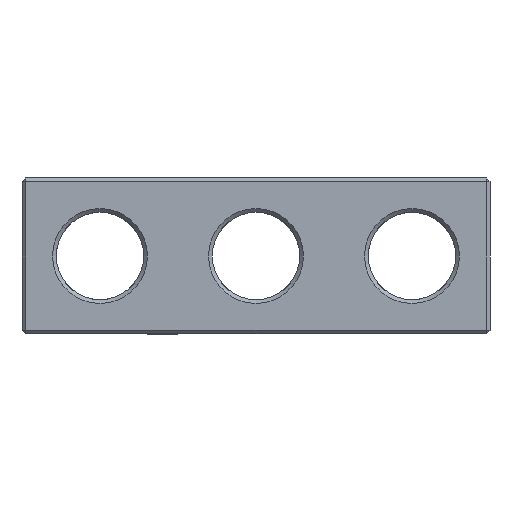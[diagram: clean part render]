
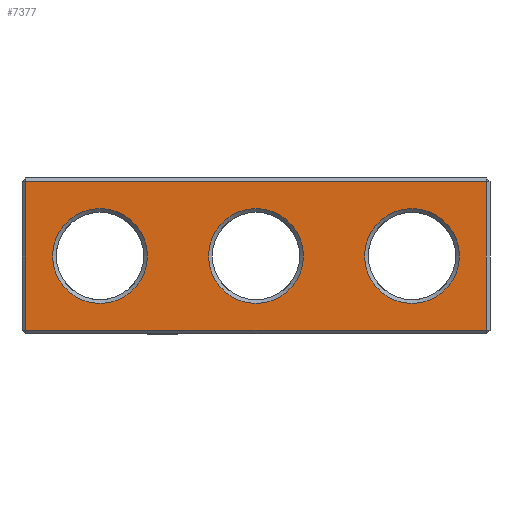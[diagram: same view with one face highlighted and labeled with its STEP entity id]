
A CAD part, front view. The second image highlights one B-rep face of the part: STEP entity #7377.
In plain terms, the highlighted planar face has unit normal (0, -1, 0).
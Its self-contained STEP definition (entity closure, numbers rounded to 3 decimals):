
#1152 = PLANE('',#1153);
#1153 = AXIS2_PLACEMENT_3D('',#1154,#1155,#1156);
#1154 = CARTESIAN_POINT('',(-31.25,-6.1,0.15));
#1155 = DIRECTION('',(0.,-0.707,-0.707));
#1156 = DIRECTION('',(-1.,-0.,-0.));
#3945 = VERTEX_POINT('',#3946);
#3946 = CARTESIAN_POINT('',(-30.95,-6.25,0.3));
#3972 = EDGE_CURVE('',#3945,#3973,#3975,.T.);
#3973 = VERTEX_POINT('',#3974);
#3974 = CARTESIAN_POINT('',(5.95,-6.25,0.3));
#3975 = SURFACE_CURVE('',#3976,(#3980,#3987),.PCURVE_S1.);
#3976 = LINE('',#3977,#3978);
#3977 = CARTESIAN_POINT('',(-31.25,-6.25,0.3));
#3978 = VECTOR('',#3979,1.);
#3979 = DIRECTION('',(1.,0.,0.));
#3980 = PCURVE('',#1152,#3981);
#3981 = DEFINITIONAL_REPRESENTATION('',(#3982),#3986);
#3982 = LINE('',#3983,#3984);
#3983 = CARTESIAN_POINT('',(-0.,-0.212));
#3984 = VECTOR('',#3985,1.);
#3985 = DIRECTION('',(-1.,0.));
#3986 = ( GEOMETRIC_REPRESENTATION_CONTEXT(2) 
PARAMETRIC_REPRESENTATION_CONTEXT() REPRESENTATION_CONTEXT('2D SPACE',''
  ) );
#3987 = PCURVE('',#3988,#3993);
#3988 = PLANE('',#3989);
#3989 = AXIS2_PLACEMENT_3D('',#3990,#3991,#3992);
#3990 = CARTESIAN_POINT('',(-31.25,-6.25,0.));
#3991 = DIRECTION('',(0.,1.,0.));
#3992 = DIRECTION('',(1.,0.,0.));
#3993 = DEFINITIONAL_REPRESENTATION('',(#3994),#3998);
#3994 = LINE('',#3995,#3996);
#3995 = CARTESIAN_POINT('',(0.,-0.3));
#3996 = VECTOR('',#3997,1.);
#3997 = DIRECTION('',(1.,0.));
#3998 = ( GEOMETRIC_REPRESENTATION_CONTEXT(2) 
PARAMETRIC_REPRESENTATION_CONTEXT() REPRESENTATION_CONTEXT('2D SPACE',''
  ) );
#7135 = PLANE('',#7136);
#7136 = AXIS2_PLACEMENT_3D('',#7137,#7138,#7139);
#7137 = CARTESIAN_POINT('',(6.1,-6.1,0.));
#7138 = DIRECTION('',(0.707,-0.707,0.));
#7139 = DIRECTION('',(-0.,-0.,-1.));
#7366 = PLANE('',#7367);
#7367 = AXIS2_PLACEMENT_3D('',#7368,#7369,#7370);
#7368 = CARTESIAN_POINT('',(-31.1,-6.1,0.));
#7369 = DIRECTION('',(-0.707,-0.707,0.));
#7370 = DIRECTION('',(-0.,-0.,-1.));
#7377 = ADVANCED_FACE('',(#7378,#7453,#7488,#7519),#3988,.F.);
#7378 = FACE_BOUND('',#7379,.F.);
#7379 = EDGE_LOOP('',(#7380,#7410,#7431,#7432));
#7380 = ORIENTED_EDGE('',*,*,#7381,.T.);
#7381 = EDGE_CURVE('',#7382,#7384,#7386,.T.);
#7382 = VERTEX_POINT('',#7383);
#7383 = CARTESIAN_POINT('',(-30.95,-6.25,12.2));
#7384 = VERTEX_POINT('',#7385);
#7385 = CARTESIAN_POINT('',(5.95,-6.25,12.2));
#7386 = SURFACE_CURVE('',#7387,(#7391,#7398),.PCURVE_S1.);
#7387 = LINE('',#7388,#7389);
#7388 = CARTESIAN_POINT('',(-31.25,-6.25,12.2));
#7389 = VECTOR('',#7390,1.);
#7390 = DIRECTION('',(1.,0.,0.));
#7391 = PCURVE('',#3988,#7392);
#7392 = DEFINITIONAL_REPRESENTATION('',(#7393),#7397);
#7393 = LINE('',#7394,#7395);
#7394 = CARTESIAN_POINT('',(0.,-12.2));
#7395 = VECTOR('',#7396,1.);
#7396 = DIRECTION('',(1.,0.));
#7397 = ( GEOMETRIC_REPRESENTATION_CONTEXT(2) 
PARAMETRIC_REPRESENTATION_CONTEXT() REPRESENTATION_CONTEXT('2D SPACE',''
  ) );
#7398 = PCURVE('',#7399,#7404);
#7399 = PLANE('',#7400);
#7400 = AXIS2_PLACEMENT_3D('',#7401,#7402,#7403);
#7401 = CARTESIAN_POINT('',(-31.25,-6.1,12.35));
#7402 = DIRECTION('',(0.,0.707,-0.707));
#7403 = DIRECTION('',(-1.,-0.,-0.));
#7404 = DEFINITIONAL_REPRESENTATION('',(#7405),#7409);
#7405 = LINE('',#7406,#7407);
#7406 = CARTESIAN_POINT('',(-0.,-0.212));
#7407 = VECTOR('',#7408,1.);
#7408 = DIRECTION('',(-1.,0.));
#7409 = ( GEOMETRIC_REPRESENTATION_CONTEXT(2) 
PARAMETRIC_REPRESENTATION_CONTEXT() REPRESENTATION_CONTEXT('2D SPACE',''
  ) );
#7410 = ORIENTED_EDGE('',*,*,#7411,.F.);
#7411 = EDGE_CURVE('',#3973,#7384,#7412,.T.);
#7412 = SURFACE_CURVE('',#7413,(#7417,#7424),.PCURVE_S1.);
#7413 = LINE('',#7414,#7415);
#7414 = CARTESIAN_POINT('',(5.95,-6.25,0.));
#7415 = VECTOR('',#7416,1.);
#7416 = DIRECTION('',(0.,0.,1.));
#7417 = PCURVE('',#3988,#7418);
#7418 = DEFINITIONAL_REPRESENTATION('',(#7419),#7423);
#7419 = LINE('',#7420,#7421);
#7420 = CARTESIAN_POINT('',(37.2,0.));
#7421 = VECTOR('',#7422,1.);
#7422 = DIRECTION('',(0.,-1.));
#7423 = ( GEOMETRIC_REPRESENTATION_CONTEXT(2) 
PARAMETRIC_REPRESENTATION_CONTEXT() REPRESENTATION_CONTEXT('2D SPACE',''
  ) );
#7424 = PCURVE('',#7135,#7425);
#7425 = DEFINITIONAL_REPRESENTATION('',(#7426),#7430);
#7426 = LINE('',#7427,#7428);
#7427 = CARTESIAN_POINT('',(-0.,-0.212));
#7428 = VECTOR('',#7429,1.);
#7429 = DIRECTION('',(-1.,0.));
#7430 = ( GEOMETRIC_REPRESENTATION_CONTEXT(2) 
PARAMETRIC_REPRESENTATION_CONTEXT() REPRESENTATION_CONTEXT('2D SPACE',''
  ) );
#7431 = ORIENTED_EDGE('',*,*,#3972,.F.);
#7432 = ORIENTED_EDGE('',*,*,#7433,.T.);
#7433 = EDGE_CURVE('',#3945,#7382,#7434,.T.);
#7434 = SURFACE_CURVE('',#7435,(#7439,#7446),.PCURVE_S1.);
#7435 = LINE('',#7436,#7437);
#7436 = CARTESIAN_POINT('',(-30.95,-6.25,0.));
#7437 = VECTOR('',#7438,1.);
#7438 = DIRECTION('',(0.,0.,1.));
#7439 = PCURVE('',#3988,#7440);
#7440 = DEFINITIONAL_REPRESENTATION('',(#7441),#7445);
#7441 = LINE('',#7442,#7443);
#7442 = CARTESIAN_POINT('',(0.3,0.));
#7443 = VECTOR('',#7444,1.);
#7444 = DIRECTION('',(0.,-1.));
#7445 = ( GEOMETRIC_REPRESENTATION_CONTEXT(2) 
PARAMETRIC_REPRESENTATION_CONTEXT() REPRESENTATION_CONTEXT('2D SPACE',''
  ) );
#7446 = PCURVE('',#7366,#7447);
#7447 = DEFINITIONAL_REPRESENTATION('',(#7448),#7452);
#7448 = LINE('',#7449,#7450);
#7449 = CARTESIAN_POINT('',(-0.,0.212));
#7450 = VECTOR('',#7451,1.);
#7451 = DIRECTION('',(-1.,0.));
#7452 = ( GEOMETRIC_REPRESENTATION_CONTEXT(2) 
PARAMETRIC_REPRESENTATION_CONTEXT() REPRESENTATION_CONTEXT('2D SPACE',''
  ) );
#7453 = FACE_BOUND('',#7454,.F.);
#7454 = EDGE_LOOP('',(#7455));
#7455 = ORIENTED_EDGE('',*,*,#7456,.T.);
#7456 = EDGE_CURVE('',#7457,#7457,#7459,.T.);
#7457 = VERTEX_POINT('',#7458);
#7458 = CARTESIAN_POINT('',(-25.,-6.25,10.05));
#7459 = SURFACE_CURVE('',#7460,(#7465,#7476),.PCURVE_S1.);
#7460 = CIRCLE('',#7461,3.8);
#7461 = AXIS2_PLACEMENT_3D('',#7462,#7463,#7464);
#7462 = CARTESIAN_POINT('',(-25.,-6.25,6.25));
#7463 = DIRECTION('',(0.,-1.,0.));
#7464 = DIRECTION('',(0.,0.,1.));
#7465 = PCURVE('',#3988,#7466);
#7466 = DEFINITIONAL_REPRESENTATION('',(#7467),#7475);
#7467 = ( BOUNDED_CURVE() B_SPLINE_CURVE(2,(#7468,#7469,#7470,#7471,
#7472,#7473,#7474),.UNSPECIFIED.,.T.,.F.) B_SPLINE_CURVE_WITH_KNOTS((1,2
    ,2,2,2,1),(-2.094,0.,2.094,4.189,
6.283,8.378),.UNSPECIFIED.) CURVE() 
GEOMETRIC_REPRESENTATION_ITEM() RATIONAL_B_SPLINE_CURVE((1.,0.5,1.,0.5,
1.,0.5,1.)) REPRESENTATION_ITEM('') );
#7468 = CARTESIAN_POINT('',(6.25,-10.05));
#7469 = CARTESIAN_POINT('',(-0.332,-10.05));
#7470 = CARTESIAN_POINT('',(2.959,-4.35));
#7471 = CARTESIAN_POINT('',(6.25,1.35));
#7472 = CARTESIAN_POINT('',(9.541,-4.35));
#7473 = CARTESIAN_POINT('',(12.832,-10.05));
#7474 = CARTESIAN_POINT('',(6.25,-10.05));
#7475 = ( GEOMETRIC_REPRESENTATION_CONTEXT(2) 
PARAMETRIC_REPRESENTATION_CONTEXT() REPRESENTATION_CONTEXT('2D SPACE',''
  ) );
#7476 = PCURVE('',#7477,#7482);
#7477 = CONICAL_SURFACE('',#7478,3.5,0.785);
#7478 = AXIS2_PLACEMENT_3D('',#7479,#7480,#7481);
#7479 = CARTESIAN_POINT('',(-25.,-5.95,6.25));
#7480 = DIRECTION('',(0.,-1.,0.));
#7481 = DIRECTION('',(0.,0.,1.));
#7482 = DEFINITIONAL_REPRESENTATION('',(#7483),#7487);
#7483 = LINE('',#7484,#7485);
#7484 = CARTESIAN_POINT('',(0.,0.3));
#7485 = VECTOR('',#7486,1.);
#7486 = DIRECTION('',(1.,0.));
#7487 = ( GEOMETRIC_REPRESENTATION_CONTEXT(2) 
PARAMETRIC_REPRESENTATION_CONTEXT() REPRESENTATION_CONTEXT('2D SPACE',''
  ) );
#7488 = FACE_BOUND('',#7489,.F.);
#7489 = EDGE_LOOP('',(#7490));
#7490 = ORIENTED_EDGE('',*,*,#7491,.F.);
#7491 = EDGE_CURVE('',#7492,#7492,#7494,.T.);
#7492 = VERTEX_POINT('',#7493);
#7493 = CARTESIAN_POINT('',(-12.5,-6.25,10.05));
#7494 = SURFACE_CURVE('',#7495,(#7500,#7507),.PCURVE_S1.);
#7495 = CIRCLE('',#7496,3.8);
#7496 = AXIS2_PLACEMENT_3D('',#7497,#7498,#7499);
#7497 = CARTESIAN_POINT('',(-12.5,-6.25,6.25));
#7498 = DIRECTION('',(0.,1.,0.));
#7499 = DIRECTION('',(0.,0.,1.));
#7500 = PCURVE('',#3988,#7501);
#7501 = DEFINITIONAL_REPRESENTATION('',(#7502),#7506);
#7502 = CIRCLE('',#7503,3.8);
#7503 = AXIS2_PLACEMENT_2D('',#7504,#7505);
#7504 = CARTESIAN_POINT('',(18.75,-6.25));
#7505 = DIRECTION('',(0.,-1.));
#7506 = ( GEOMETRIC_REPRESENTATION_CONTEXT(2) 
PARAMETRIC_REPRESENTATION_CONTEXT() REPRESENTATION_CONTEXT('2D SPACE',''
  ) );
#7507 = PCURVE('',#7508,#7513);
#7508 = CONICAL_SURFACE('',#7509,3.5,0.785);
#7509 = AXIS2_PLACEMENT_3D('',#7510,#7511,#7512);
#7510 = CARTESIAN_POINT('',(-12.5,-5.95,6.25));
#7511 = DIRECTION('',(0.,-1.,0.));
#7512 = DIRECTION('',(0.,0.,1.));
#7513 = DEFINITIONAL_REPRESENTATION('',(#7514),#7518);
#7514 = LINE('',#7515,#7516);
#7515 = CARTESIAN_POINT('',(-0.,0.3));
#7516 = VECTOR('',#7517,1.);
#7517 = DIRECTION('',(-1.,0.));
#7518 = ( GEOMETRIC_REPRESENTATION_CONTEXT(2) 
PARAMETRIC_REPRESENTATION_CONTEXT() REPRESENTATION_CONTEXT('2D SPACE',''
  ) );
#7519 = FACE_BOUND('',#7520,.F.);
#7520 = EDGE_LOOP('',(#7521));
#7521 = ORIENTED_EDGE('',*,*,#7522,.T.);
#7522 = EDGE_CURVE('',#7523,#7523,#7525,.T.);
#7523 = VERTEX_POINT('',#7524);
#7524 = CARTESIAN_POINT('',(0.,-6.25,10.05));
#7525 = SURFACE_CURVE('',#7526,(#7531,#7542),.PCURVE_S1.);
#7526 = CIRCLE('',#7527,3.8);
#7527 = AXIS2_PLACEMENT_3D('',#7528,#7529,#7530);
#7528 = CARTESIAN_POINT('',(0.,-6.25,6.25));
#7529 = DIRECTION('',(0.,-1.,0.));
#7530 = DIRECTION('',(0.,0.,1.));
#7531 = PCURVE('',#3988,#7532);
#7532 = DEFINITIONAL_REPRESENTATION('',(#7533),#7541);
#7533 = ( BOUNDED_CURVE() B_SPLINE_CURVE(2,(#7534,#7535,#7536,#7537,
#7538,#7539,#7540),.UNSPECIFIED.,.T.,.F.) B_SPLINE_CURVE_WITH_KNOTS((1,2
    ,2,2,2,1),(-2.094,0.,2.094,4.189,
6.283,8.378),.UNSPECIFIED.) CURVE() 
GEOMETRIC_REPRESENTATION_ITEM() RATIONAL_B_SPLINE_CURVE((1.,0.5,1.,0.5,
1.,0.5,1.)) REPRESENTATION_ITEM('') );
#7534 = CARTESIAN_POINT('',(31.25,-10.05));
#7535 = CARTESIAN_POINT('',(24.668,-10.05));
#7536 = CARTESIAN_POINT('',(27.959,-4.35));
#7537 = CARTESIAN_POINT('',(31.25,1.35));
#7538 = CARTESIAN_POINT('',(34.541,-4.35));
#7539 = CARTESIAN_POINT('',(37.832,-10.05));
#7540 = CARTESIAN_POINT('',(31.25,-10.05));
#7541 = ( GEOMETRIC_REPRESENTATION_CONTEXT(2) 
PARAMETRIC_REPRESENTATION_CONTEXT() REPRESENTATION_CONTEXT('2D SPACE',''
  ) );
#7542 = PCURVE('',#7543,#7548);
#7543 = CONICAL_SURFACE('',#7544,3.5,0.785);
#7544 = AXIS2_PLACEMENT_3D('',#7545,#7546,#7547);
#7545 = CARTESIAN_POINT('',(0.,-5.95,6.25));
#7546 = DIRECTION('',(0.,-1.,0.));
#7547 = DIRECTION('',(0.,0.,1.));
#7548 = DEFINITIONAL_REPRESENTATION('',(#7549),#7553);
#7549 = LINE('',#7550,#7551);
#7550 = CARTESIAN_POINT('',(0.,0.3));
#7551 = VECTOR('',#7552,1.);
#7552 = DIRECTION('',(1.,0.));
#7553 = ( GEOMETRIC_REPRESENTATION_CONTEXT(2) 
PARAMETRIC_REPRESENTATION_CONTEXT() REPRESENTATION_CONTEXT('2D SPACE',''
  ) );
